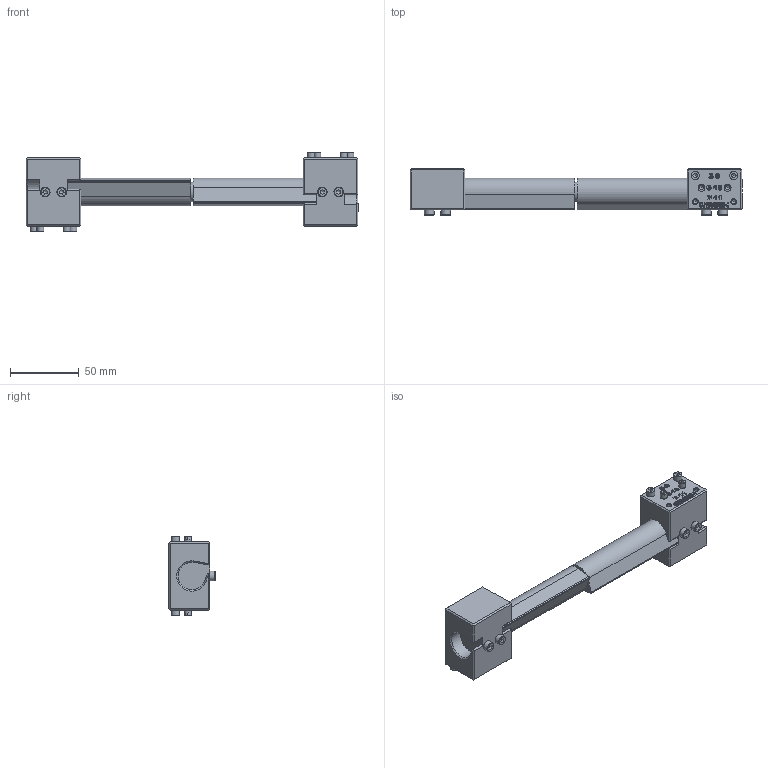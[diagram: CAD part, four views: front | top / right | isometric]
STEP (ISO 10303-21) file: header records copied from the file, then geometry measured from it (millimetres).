
FILE_DESCRIPTION(/* description */ (''),/* implementation_level */ '2;1');
FILE_NAME(/* name */ 'GJ10530GS-4.stp',/* time_stamp */ '2019-08-05T16:22:31+02:00',/* author */ ('DOMINIQUE'),/* organization */ (''),/* preprocessor_version */ 'ST-DEVELOPER v17.2',/* originating_system */ 'Autodesk Inventor 2019',/* authorisation */ '');
FILE_SCHEMA (('AUTOMOTIVE_DESIGN { 1 0 10303 214 3 1 1 }'));
Length unit declared in the file: millimetre
Products named in the file (12): GJ10530GS-4; 23261; 04735; 1514SOR; 1514SOR-3; 1514SOR-1; 1514SOR-2; JIS B 1177 Bout plat - M16 x 12; 1514SOR-4; 1514SOR-5; 23246; 23246_1
Assembly tree (21 placements, depth 3):
  GJ10530GS-4
    23261  x2
    04735  x4
    23246  x4
    23246_1  x4
    1514SOR
      1514SOR-3
      1514SOR-1
      1514SOR-2
      JIS B 1177 Bout plat - M16 x 12
      1514SOR-4
      1514SOR-5
Bounding box: 241.6 x 34 x 58 mm (x, y, z)
Volume: 165422 mm3; surface area: 53200.3 mm2
Topology: 20 solids, 20 shells, 902 faces, 2369 edges, 1571 vertices
Faces by surface type: plane 446, bspline 280, cone 77, cylinder 73, torus 22, sphere 4
Full cylindrical faces by diameter (mm): 3 x1, 3.242 x16, 4 x12, 5 x4, 6 x4, 7 x5, 10 x2, 12 x2, 13.95 x1, 14.1 x2, 16 x2
Entity records: 14628 total; most frequent: CARTESIAN_POINT 4260, ORIENTED_EDGE 2258, DIRECTION 1648, EDGE_CURVE 1129, VERTEX_POINT 761, LINE 654, VECTOR 654, AXIS2_PLACEMENT_3D 497
